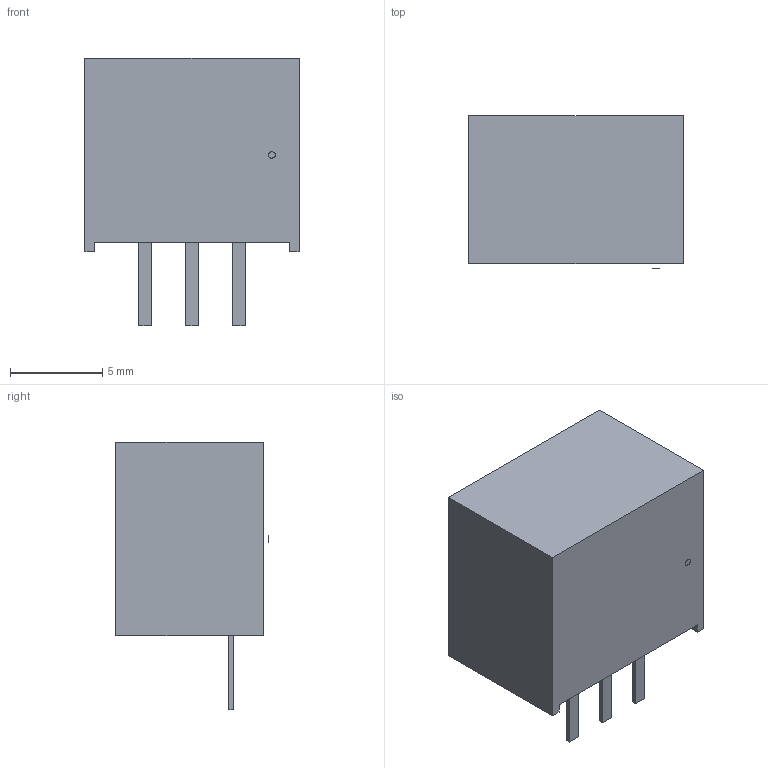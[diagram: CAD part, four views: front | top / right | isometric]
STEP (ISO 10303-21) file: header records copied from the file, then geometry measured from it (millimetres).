
FILE_DESCRIPTION (( 'STEP AP214' ), '1' );
FILE_NAME ('173010335.STEP', '2024-06-10T12:04:00', ( '' ), ( '' ), 'SwSTEP 2.0', 'SolidWorks 2020', '' );
FILE_SCHEMA (( 'AUTOMOTIVE_DESIGN' ));
Length unit declared in the file: millimetre
Products named in the file (1): 173010335
Bounding box: 11.6 x 8.26 x 14.5 mm (x, y, z)
Volume: 934.4 mm3; surface area: 620.5 mm2
Topology: 2 solids, 2 shells, 147 faces, 422 edges, 282 vertices
Faces by surface type: plane 147
Entity records: 6372 total; most frequent: CARTESIAN_POINT 852, ORIENTED_EDGE 844, DIRECTION 718, LINE 422, EDGE_CURVE 422, VECTOR 422, VERTEX_POINT 282, UNCERTAINTY_MEASURE_WITH_UNIT 151
